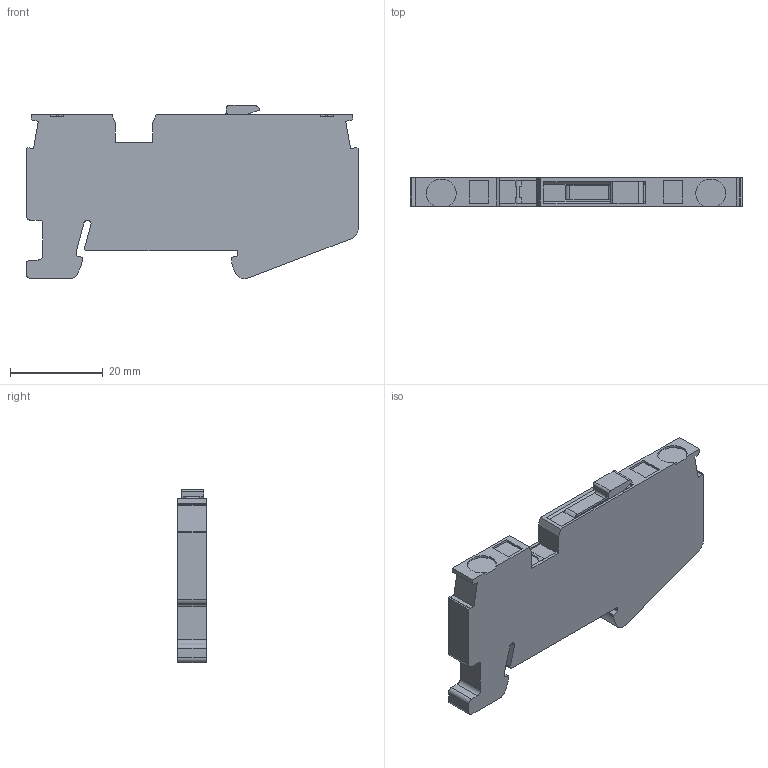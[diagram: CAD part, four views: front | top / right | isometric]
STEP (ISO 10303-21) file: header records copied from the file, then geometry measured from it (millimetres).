
FILE_DESCRIPTION( ( 'Unknown' ), '1' );
FILE_NAME( 'DST4-MT-D.stp', 'Unknown', ( 'Unknown' ), ( 'Unknown' ), 'XStep 1.0', 'Unknown', ' ' );
FILE_SCHEMA( ( 'automotive_design' ) );
Length unit declared in the file: millimetre
Products named in the file (1): MANIFOLD_SOLID_BREP_106
Bounding box: 71.7 x 6.15 x 37.4 mm (x, y, z)
Volume: 12925.9 mm3; surface area: 5917.4 mm2
Topology: 1 solids, 1 shells, 115 faces, 332 edges, 219 vertices
Faces by surface type: plane 86, cylinder 29
Entity records: 4698 total; most frequent: CARTESIAN_POINT 667, ORIENTED_EDGE 664, DIRECTION 628, EDGE_CURVE 332, LINE 268, VECTOR 268, VERTEX_POINT 219, AXIS2_PLACEMENT_3D 180
